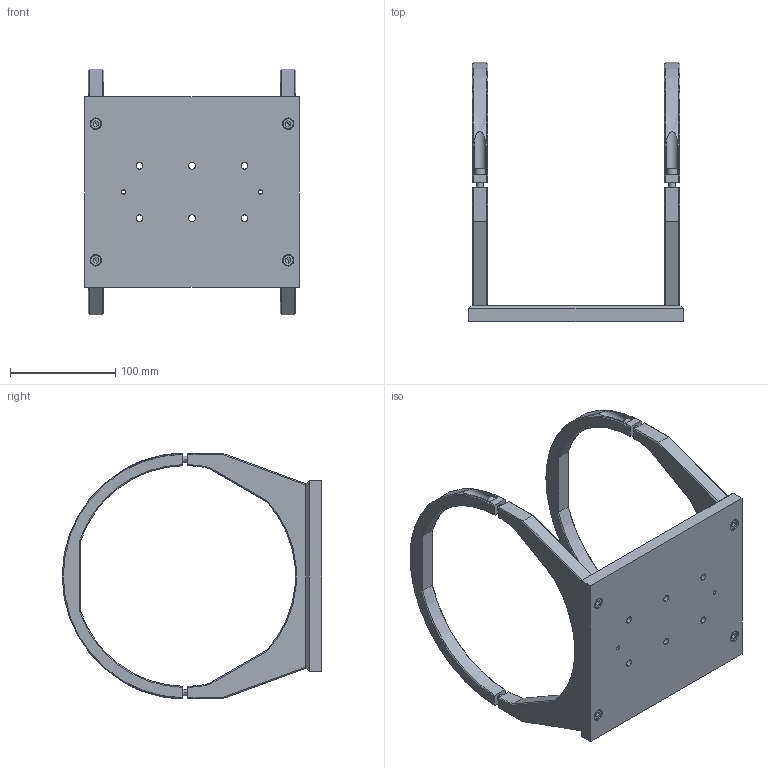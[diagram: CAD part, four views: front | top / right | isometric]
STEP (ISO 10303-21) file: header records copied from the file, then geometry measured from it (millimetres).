
FILE_DESCRIPTION (( 'STEP AP203' ), '1' );
FILE_NAME ('DP50271-A_CMHO144.step', '2021-11-15T14:16:16', ( '' ), ( '' ), 'SwSTEP 2.0', 'SolidWorks 2021', '' );
FILE_SCHEMA (( 'CONFIG_CONTROL_DESIGN' ));
Length unit declared in the file: millimetre
Products named in the file (1): DP50271-A_CMHO144
Bounding box: 204 x 247 x 234 mm (x, y, z)
Surface area: 175096 mm2 (no closed solid volume)
Topology: 0 solids, 25 shells, 236 faces, 664 edges, 440 vertices
Faces by surface type: plane 124, cylinder 56, cone 40, torus 16
Entity records: 7797 total; most frequent: CARTESIAN_POINT 1649, DIRECTION 1306, ORIENTED_EDGE 1120, EDGE_CURVE 648, AXIS2_PLACEMENT_3D 473, VERTEX_POINT 440, LINE 360, VECTOR 360
